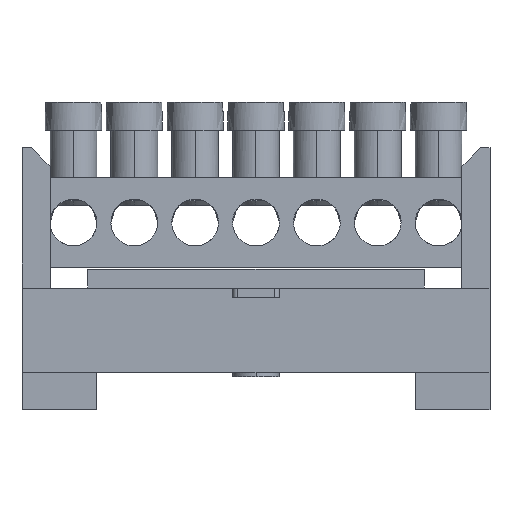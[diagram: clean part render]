
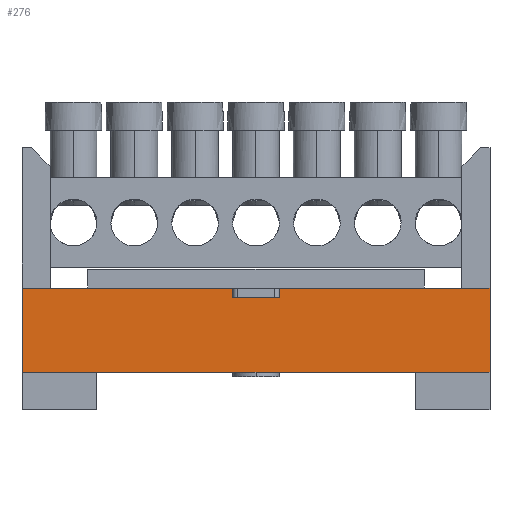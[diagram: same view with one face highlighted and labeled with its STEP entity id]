
A CAD part, left-side view. The second image highlights one B-rep face of the part: STEP entity #276.
In plain terms, the highlighted planar face has unit normal (-1, 0, 0).
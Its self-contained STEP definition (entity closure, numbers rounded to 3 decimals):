
#276=ADVANCED_FACE('',(#593),#5286,.T.);
#593=FACE_OUTER_BOUND('',#917,.T.);
#917=EDGE_LOOP('',(#2141,#2142,#2143,#2144,#2145,#2146,#2147,#2148,#2149,
#2150,#2151,#2152));
#2141=ORIENTED_EDGE('',*,*,#3284,.T.);
#2142=ORIENTED_EDGE('',*,*,#3322,.T.);
#2143=ORIENTED_EDGE('',*,*,#3282,.T.);
#2144=ORIENTED_EDGE('',*,*,#3321,.T.);
#2145=ORIENTED_EDGE('',*,*,#3320,.T.);
#2146=ORIENTED_EDGE('',*,*,#3319,.T.);
#2147=ORIENTED_EDGE('',*,*,#3318,.T.);
#2148=ORIENTED_EDGE('',*,*,#3317,.T.);
#2149=ORIENTED_EDGE('',*,*,#3316,.T.);
#2150=ORIENTED_EDGE('',*,*,#3315,.T.);
#2151=ORIENTED_EDGE('',*,*,#3314,.T.);
#2152=ORIENTED_EDGE('',*,*,#3313,.T.);
#3282=EDGE_CURVE('',#4817,#4809,#3926,.T.);
#3284=EDGE_CURVE('',#4821,#4829,#3928,.T.);
#3313=EDGE_CURVE('',#4862,#4821,#3957,.T.);
#3314=EDGE_CURVE('',#4863,#4862,#3958,.T.);
#3315=EDGE_CURVE('',#4864,#4863,#3959,.T.);
#3316=EDGE_CURVE('',#4865,#4864,#3960,.T.);
#3317=EDGE_CURVE('',#4866,#4865,#3961,.T.);
#3318=EDGE_CURVE('',#4867,#4866,#3962,.T.);
#3319=EDGE_CURVE('',#4868,#4867,#3963,.T.);
#3320=EDGE_CURVE('',#4869,#4868,#3964,.T.);
#3321=EDGE_CURVE('',#4809,#4869,#3965,.T.);
#3322=EDGE_CURVE('',#4829,#4817,#3966,.T.);
#3926=B_SPLINE_CURVE_WITH_KNOTS('',1,(#10161,#10162),.UNSPECIFIED.,.F.,
 .F.,(2,2),(-2.,0.),.UNSPECIFIED.);
#3928=B_SPLINE_CURVE_WITH_KNOTS('',1,(#10165,#10166),.UNSPECIFIED.,.F.,
 .F.,(2,2),(0.,2.),.UNSPECIFIED.);
#3957=B_SPLINE_CURVE_WITH_KNOTS('',1,(#10226,#10227),.UNSPECIFIED.,.F.,
 .F.,(2,2),(393.996,401.996),.UNSPECIFIED.);
#3958=B_SPLINE_CURVE_WITH_KNOTS('',1,(#10228,#10229),.UNSPECIFIED.,.F.,
 .F.,(2,2),(382.996,393.996),.UNSPECIFIED.);
#3959=B_SPLINE_CURVE_WITH_KNOTS('',1,(#10230,#10231),.UNSPECIFIED.,.F.,
 .F.,(2,2),(360.496,382.996),.UNSPECIFIED.);
#3960=B_SPLINE_CURVE_WITH_KNOTS('',1,(#10232,#10233),.UNSPECIFIED.,.F.,
 .F.,(2,2),(359.496,360.496),.UNSPECIFIED.);
#3961=B_SPLINE_CURVE_WITH_KNOTS('',1,(#10234,#10235),.UNSPECIFIED.,.F.,
 .F.,(2,2),(354.496,359.496),.UNSPECIFIED.);
#3962=B_SPLINE_CURVE_WITH_KNOTS('',1,(#10236,#10237),.UNSPECIFIED.,.F.,
 .F.,(2,2),(353.496,354.496),.UNSPECIFIED.);
#3963=B_SPLINE_CURVE_WITH_KNOTS('',1,(#10238,#10239),.UNSPECIFIED.,.F.,
 .F.,(2,2),(330.996,353.496),.UNSPECIFIED.);
#3964=B_SPLINE_CURVE_WITH_KNOTS('',1,(#10240,#10241),.UNSPECIFIED.,.F.,
 .F.,(2,2),(319.996,330.996),.UNSPECIFIED.);
#3965=B_SPLINE_CURVE_WITH_KNOTS('',1,(#10242,#10243),.UNSPECIFIED.,.F.,
 .F.,(2,2),(311.996,319.996),.UNSPECIFIED.);
#3966=B_SPLINE_CURVE_WITH_KNOTS('',1,(#10244,#10245),.UNSPECIFIED.,.F.,
 .F.,(2,2),(279.996,309.996),.UNSPECIFIED.);
#4809=VERTEX_POINT('',#9977);
#4817=VERTEX_POINT('',#9985);
#4821=VERTEX_POINT('',#9989);
#4829=VERTEX_POINT('',#9997);
#4862=VERTEX_POINT('',#10030);
#4863=VERTEX_POINT('',#10031);
#4864=VERTEX_POINT('',#10032);
#4865=VERTEX_POINT('',#10033);
#4866=VERTEX_POINT('',#10034);
#4867=VERTEX_POINT('',#10035);
#4868=VERTEX_POINT('',#10036);
#4869=VERTEX_POINT('',#10037);
#5286=PLANE('',#5624);
#5624=AXIS2_PLACEMENT_3D('',#9703,#5791,$);
#5791=DIRECTION('',(-1.,0.,0.));
#9703=CARTESIAN_POINT('',(-7.7,-50.5,2.61));
#9977=CARTESIAN_POINT('',(-7.7,-42.,-8.5));
#9985=CARTESIAN_POINT('',(-7.7,-42.,-6.5));
#9989=CARTESIAN_POINT('',(-7.7,-8.,-8.5));
#9997=CARTESIAN_POINT('',(-7.7,-8.,-6.5));
#10030=CARTESIAN_POINT('',(-7.7,0.,-8.5));
#10031=CARTESIAN_POINT('',(-7.7,0.,2.5));
#10032=CARTESIAN_POINT('',(-7.7,-22.5,2.5));
#10033=CARTESIAN_POINT('',(-7.7,-22.5,1.5));
#10034=CARTESIAN_POINT('',(-7.7,-27.5,1.5));
#10035=CARTESIAN_POINT('',(-7.7,-27.5,2.5));
#10036=CARTESIAN_POINT('',(-7.7,-50.,2.5));
#10037=CARTESIAN_POINT('',(-7.7,-50.,-8.5));
#10161=CARTESIAN_POINT('',(-7.7,-42.,-6.5));
#10162=CARTESIAN_POINT('',(-7.7,-42.,-8.5));
#10165=CARTESIAN_POINT('',(-7.7,-8.,-8.5));
#10166=CARTESIAN_POINT('',(-7.7,-8.,-6.5));
#10226=CARTESIAN_POINT('',(-7.7,0.,-8.5));
#10227=CARTESIAN_POINT('',(-7.7,-8.,-8.5));
#10228=CARTESIAN_POINT('',(-7.7,0.,2.5));
#10229=CARTESIAN_POINT('',(-7.7,0.,-8.5));
#10230=CARTESIAN_POINT('',(-7.7,-22.5,2.5));
#10231=CARTESIAN_POINT('',(-7.7,0.,2.5));
#10232=CARTESIAN_POINT('',(-7.7,-22.5,1.5));
#10233=CARTESIAN_POINT('',(-7.7,-22.5,2.5));
#10234=CARTESIAN_POINT('',(-7.7,-27.5,1.5));
#10235=CARTESIAN_POINT('',(-7.7,-22.5,1.5));
#10236=CARTESIAN_POINT('',(-7.7,-27.5,2.5));
#10237=CARTESIAN_POINT('',(-7.7,-27.5,1.5));
#10238=CARTESIAN_POINT('',(-7.7,-50.,2.5));
#10239=CARTESIAN_POINT('',(-7.7,-27.5,2.5));
#10240=CARTESIAN_POINT('',(-7.7,-50.,-8.5));
#10241=CARTESIAN_POINT('',(-7.7,-50.,2.5));
#10242=CARTESIAN_POINT('',(-7.7,-42.,-8.5));
#10243=CARTESIAN_POINT('',(-7.7,-50.,-8.5));
#10244=CARTESIAN_POINT('',(-7.7,-8.,-6.5));
#10245=CARTESIAN_POINT('',(-7.7,-42.,-6.5));
